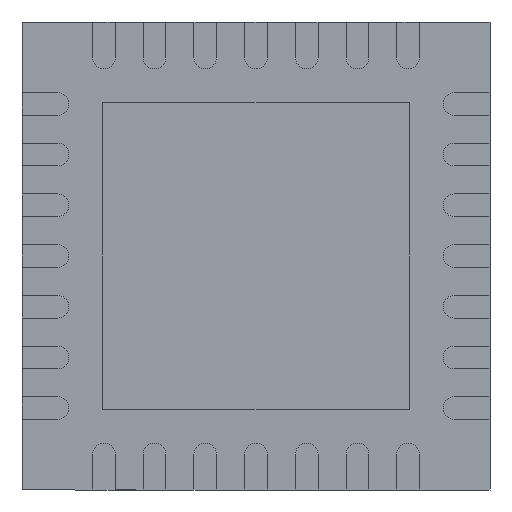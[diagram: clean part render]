
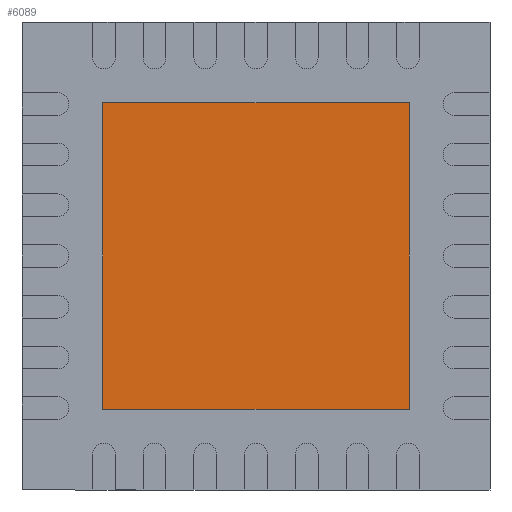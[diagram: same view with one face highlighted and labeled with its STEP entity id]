
A CAD part, front view. The second image highlights one B-rep face of the part: STEP entity #6089.
In plain terms, the highlighted planar face has unit normal (0, -1, 0).
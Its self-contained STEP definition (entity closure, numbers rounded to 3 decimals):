
#29 = FACE_OUTER_BOUND ( 'NONE', #6730, .T. ) ;
#337 = VERTEX_POINT ( 'NONE', #2437 ) ;
#428 = EDGE_CURVE ( 'NONE', #559, #1733, #1223, .T. ) ;
#559 = VERTEX_POINT ( 'NONE', #3802 ) ;
#692 = ORIENTED_EDGE ( 'NONE', *, *, #9071, .T. ) ;
#991 = VECTOR ( 'NONE', #3366, 1000. ) ;
#1211 = CARTESIAN_POINT ( 'NONE',  ( 1.962, 0., -1.962 ) ) ;
#1223 = LINE ( 'NONE', #4874, #1851 ) ;
#1591 = EDGE_CURVE ( 'NONE', #1733, #337, #7087, .T. ) ;
#1676 = AXIS2_PLACEMENT_3D ( 'NONE', #5139, #4411, #2165 ) ;
#1733 = VERTEX_POINT ( 'NONE', #4217 ) ;
#1851 = VECTOR ( 'NONE', #7910, 1000. ) ;
#1978 = DIRECTION ( 'NONE',  ( -1., 0., 0. ) ) ;
#2141 = VERTEX_POINT ( 'NONE', #7935 ) ;
#2165 = DIRECTION ( 'NONE',  ( 0., 0., -1. ) ) ;
#2437 = CARTESIAN_POINT ( 'NONE',  ( -1.962, 0., 1.962 ) ) ;
#2485 = ORIENTED_EDGE ( 'NONE', *, *, #428, .T. ) ;
#2486 = ORIENTED_EDGE ( 'NONE', *, *, #4479, .T. ) ;
#3170 = CARTESIAN_POINT ( 'NONE',  ( -1.962, 0., -1.962 ) ) ;
#3366 = DIRECTION ( 'NONE',  ( 1., 0., 0. ) ) ;
#3802 = CARTESIAN_POINT ( 'NONE',  ( 1.962, 0., -1.962 ) ) ;
#4085 = CARTESIAN_POINT ( 'NONE',  ( 1.962, 0., 1.962 ) ) ;
#4217 = CARTESIAN_POINT ( 'NONE',  ( 1.962, 0., 1.962 ) ) ;
#4411 = DIRECTION ( 'NONE',  ( 0., -1., 0. ) ) ;
#4479 = EDGE_CURVE ( 'NONE', #337, #2141, #7578, .T. ) ;
#4526 = ORIENTED_EDGE ( 'NONE', *, *, #1591, .T. ) ;
#4874 = CARTESIAN_POINT ( 'NONE',  ( 1.962, 0., -1.962 ) ) ;
#5139 = CARTESIAN_POINT ( 'NONE',  ( 0., 0., 0. ) ) ;
#5232 = PLANE ( 'NONE',  #1676 ) ;
#5295 = VECTOR ( 'NONE', #6143, 1000. ) ;
#6089 = ADVANCED_FACE ( 'NONE', ( #29 ), #5232, .T. ) ;
#6143 = DIRECTION ( 'NONE',  ( 0., 0., -1. ) ) ;
#6361 = VECTOR ( 'NONE', #1978, 1000. ) ;
#6730 = EDGE_LOOP ( 'NONE', ( #2486, #692, #2485, #4526 ) ) ;
#7087 = LINE ( 'NONE', #4085, #6361 ) ;
#7578 = LINE ( 'NONE', #3170, #5295 ) ;
#7810 = LINE ( 'NONE', #1211, #991 ) ;
#7910 = DIRECTION ( 'NONE',  ( 0., 0., 1. ) ) ;
#7935 = CARTESIAN_POINT ( 'NONE',  ( -1.962, 0., -1.962 ) ) ;
#9071 = EDGE_CURVE ( 'NONE', #2141, #559, #7810, .T. ) ;
